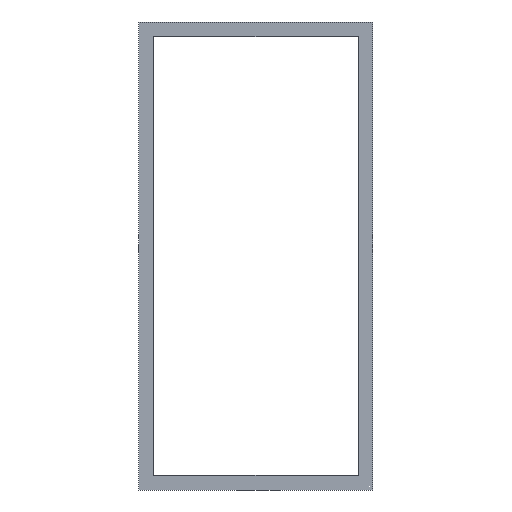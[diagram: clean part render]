
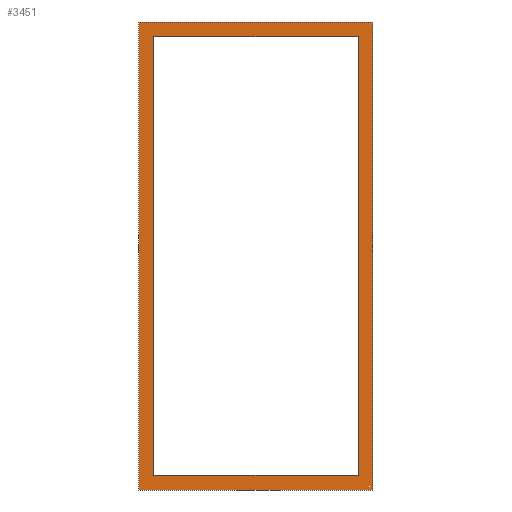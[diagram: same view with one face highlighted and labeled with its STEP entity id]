
A CAD part, front view. The second image highlights one B-rep face of the part: STEP entity #3451.
In plain terms, the highlighted planar face has unit normal (0, -1, 0).
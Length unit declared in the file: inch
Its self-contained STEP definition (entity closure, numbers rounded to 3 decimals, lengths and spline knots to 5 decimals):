
#7 = ORIENTED_EDGE ( 'NONE', *, *, #5604, .F. ) ;
#541 = LINE ( 'NONE', #9279, #12247 ) ;
#582 = ORIENTED_EDGE ( 'NONE', *, *, #11189, .F. ) ;
#817 = DIRECTION ( 'NONE',  ( 0., -1., 0. ) ) ;
#904 = EDGE_LOOP ( 'NONE', ( #13865, #4127, #5633, #9043 ) ) ;
#1313 = DIRECTION ( 'NONE',  ( -1., 0., 0. ) ) ;
#1343 = CARTESIAN_POINT ( 'NONE',  ( 1., 0., 0. ) ) ;
#1740 = DIRECTION ( 'NONE',  ( -1., 0., 0. ) ) ;
#1819 = CARTESIAN_POINT ( 'NONE',  ( 0.938, 0., -0.062 ) ) ;
#2000 = CARTESIAN_POINT ( 'NONE',  ( 0., 0., 0. ) ) ;
#2061 = DIRECTION ( 'NONE',  ( 1., 0., 0. ) ) ;
#2166 = VERTEX_POINT ( 'NONE', #4419 ) ;
#2815 = LINE ( 'NONE', #12893, #14014 ) ;
#2827 = VECTOR ( 'NONE', #1313, 39.37008 ) ;
#2840 = VECTOR ( 'NONE', #4668, 39.37008 ) ;
#2869 = CARTESIAN_POINT ( 'NONE',  ( 0., 0., 0. ) ) ;
#2989 = EDGE_CURVE ( 'NONE', #7514, #4930, #6362, .T. ) ;
#3263 = CARTESIAN_POINT ( 'NONE',  ( 0.062, 0., -1.938 ) ) ;
#3451 = ADVANCED_FACE ( 'NONE', ( #13971, #14039 ), #11919, .T. ) ;
#4127 = ORIENTED_EDGE ( 'NONE', *, *, #12322, .T. ) ;
#4419 = CARTESIAN_POINT ( 'NONE',  ( 1., 0., -2. ) ) ;
#4498 = LINE ( 'NONE', #13274, #14131 ) ;
#4592 = EDGE_CURVE ( 'NONE', #6832, #10537, #2815, .T. ) ;
#4668 = DIRECTION ( 'NONE',  ( 0., 0., 1. ) ) ;
#4930 = VERTEX_POINT ( 'NONE', #9799 ) ;
#5189 = DIRECTION ( 'NONE',  ( 0., 0., -1. ) ) ;
#5397 = LINE ( 'NONE', #12048, #2827 ) ;
#5604 = EDGE_CURVE ( 'NONE', #4930, #2166, #11279, .T. ) ;
#5633 = ORIENTED_EDGE ( 'NONE', *, *, #11596, .T. ) ;
#5745 = CARTESIAN_POINT ( 'NONE',  ( 0.062, 0., -0.062 ) ) ;
#6238 = VERTEX_POINT ( 'NONE', #1819 ) ;
#6362 = LINE ( 'NONE', #11868, #12586 ) ;
#6832 = VERTEX_POINT ( 'NONE', #8459 ) ;
#6927 = EDGE_LOOP ( 'NONE', ( #582, #9426, #7, #11156 ) ) ;
#6988 = VECTOR ( 'NONE', #11607, 39.37008 ) ;
#7218 = EDGE_CURVE ( 'NONE', #2166, #8042, #5397, .T. ) ;
#7514 = VERTEX_POINT ( 'NONE', #2000 ) ;
#8042 = VERTEX_POINT ( 'NONE', #9172 ) ;
#8208 = DIRECTION ( 'NONE',  ( 1., 0., 0. ) ) ;
#8400 = VECTOR ( 'NONE', #10078, 39.37008 ) ;
#8459 = CARTESIAN_POINT ( 'NONE',  ( 0.938, 0., -1.938 ) ) ;
#9043 = ORIENTED_EDGE ( 'NONE', *, *, #10220, .T. ) ;
#9147 = DIRECTION ( 'NONE',  ( 0., 0., -1. ) ) ;
#9172 = CARTESIAN_POINT ( 'NONE',  ( 0., 0., -2. ) ) ;
#9279 = CARTESIAN_POINT ( 'NONE',  ( 0.062, 0., -0.062 ) ) ;
#9426 = ORIENTED_EDGE ( 'NONE', *, *, #7218, .F. ) ;
#9799 = CARTESIAN_POINT ( 'NONE',  ( 1., 0., 0. ) ) ;
#10078 = DIRECTION ( 'NONE',  ( 0., 0., -1. ) ) ;
#10220 = EDGE_CURVE ( 'NONE', #6238, #6832, #4498, .T. ) ;
#10537 = VERTEX_POINT ( 'NONE', #3263 ) ;
#10629 = CARTESIAN_POINT ( 'NONE',  ( 0., 0., 0. ) ) ;
#10892 = AXIS2_PLACEMENT_3D ( 'NONE', #10629, #817, #5189 ) ;
#11156 = ORIENTED_EDGE ( 'NONE', *, *, #2989, .F. ) ;
#11189 = EDGE_CURVE ( 'NONE', #8042, #7514, #12874, .T. ) ;
#11238 = LINE ( 'NONE', #5745, #2840 ) ;
#11279 = LINE ( 'NONE', #1343, #8400 ) ;
#11596 = EDGE_CURVE ( 'NONE', #12068, #6238, #541, .T. ) ;
#11607 = DIRECTION ( 'NONE',  ( 0., 0., 1. ) ) ;
#11868 = CARTESIAN_POINT ( 'NONE',  ( 0., 0., 0. ) ) ;
#11919 = PLANE ( 'NONE',  #10892 ) ;
#12048 = CARTESIAN_POINT ( 'NONE',  ( 0., 0., -2. ) ) ;
#12068 = VERTEX_POINT ( 'NONE', #13812 ) ;
#12247 = VECTOR ( 'NONE', #8208, 39.37008 ) ;
#12322 = EDGE_CURVE ( 'NONE', #10537, #12068, #11238, .T. ) ;
#12586 = VECTOR ( 'NONE', #2061, 39.37008 ) ;
#12874 = LINE ( 'NONE', #2869, #6988 ) ;
#12893 = CARTESIAN_POINT ( 'NONE',  ( 0.062, 0., -1.938 ) ) ;
#13274 = CARTESIAN_POINT ( 'NONE',  ( 0.938, 0., -0.062 ) ) ;
#13812 = CARTESIAN_POINT ( 'NONE',  ( 0.062, 0., -0.062 ) ) ;
#13865 = ORIENTED_EDGE ( 'NONE', *, *, #4592, .T. ) ;
#13971 = FACE_OUTER_BOUND ( 'NONE', #6927, .T. ) ;
#14014 = VECTOR ( 'NONE', #1740, 39.37008 ) ;
#14039 = FACE_BOUND ( 'NONE', #904, .T. ) ;
#14131 = VECTOR ( 'NONE', #9147, 39.37008 ) ;
